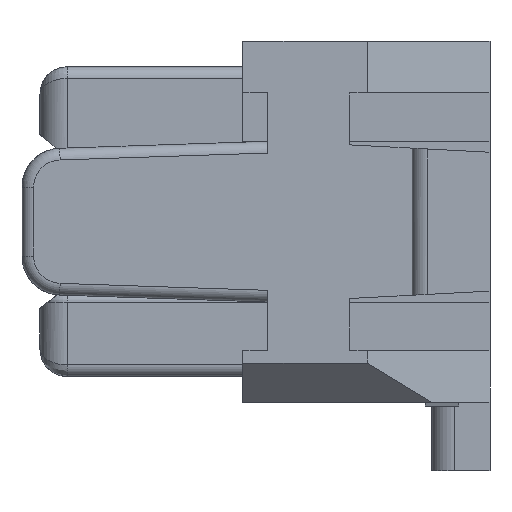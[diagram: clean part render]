
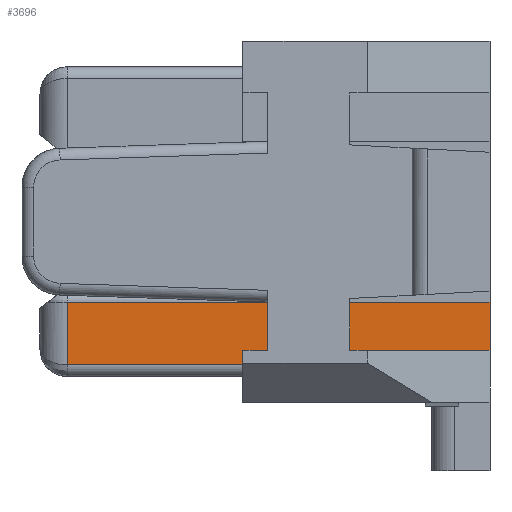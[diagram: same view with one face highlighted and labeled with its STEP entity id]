
A CAD part, front view. The second image highlights one B-rep face of the part: STEP entity #3696.
In plain terms, the highlighted planar face has unit normal (0, -1, 0).
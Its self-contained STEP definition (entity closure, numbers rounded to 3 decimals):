
#573 = CARTESIAN_POINT ( 'NONE',  ( 5.77, -2.15, -1.03 ) ) ;
#697 = CARTESIAN_POINT ( 'NONE',  ( 2.6, -2.15, -1.835 ) ) ;
#768 = LINE ( 'NONE', #10168, #6231 ) ;
#925 = ORIENTED_EDGE ( 'NONE', *, *, #2699, .T. ) ;
#936 = CARTESIAN_POINT ( 'NONE',  ( 2.6, -2.15, -1.65 ) ) ;
#1140 = VERTEX_POINT ( 'NONE', #2299 ) ;
#1309 = DIRECTION ( 'NONE',  ( 1., 0., 0. ) ) ;
#1537 = PLANE ( 'NONE',  #6526 ) ;
#1634 = CARTESIAN_POINT ( 'NONE',  ( 0.35, -2.15, -1.835 ) ) ;
#1699 = CARTESIAN_POINT ( 'NONE',  ( 0.35, -2.15, -1.03 ) ) ;
#2068 = CARTESIAN_POINT ( 'NONE',  ( 0.35, -2.15, -1.03 ) ) ;
#2083 = CARTESIAN_POINT ( 'NONE',  ( 2.6, -2.15, -1.03 ) ) ;
#2299 = CARTESIAN_POINT ( 'NONE',  ( 0.35, -2.15, -1.835 ) ) ;
#2656 = VERTEX_POINT ( 'NONE', #7293 ) ;
#2699 = EDGE_CURVE ( 'NONE', #1140, #3525, #11543, .T. ) ;
#2848 = EDGE_CURVE ( 'NONE', #2656, #1140, #12184, .T. ) ;
#3525 = VERTEX_POINT ( 'NONE', #697 ) ;
#3696 = ADVANCED_FACE ( 'NONE', ( #12968 ), #1537, .F. ) ;
#4663 = DIRECTION ( 'NONE',  ( 1., 0., 0. ) ) ;
#4965 = ORIENTED_EDGE ( 'NONE', *, *, #2848, .T. ) ;
#5827 = VERTEX_POINT ( 'NONE', #573 ) ;
#6231 = VECTOR ( 'NONE', #11507, 1000. ) ;
#6255 = ORIENTED_EDGE ( 'NONE', *, *, #10582, .T. ) ;
#6285 = ORIENTED_EDGE ( 'NONE', *, *, #9632, .F. ) ;
#6331 = CARTESIAN_POINT ( 'NONE',  ( 5.77, -2.15, -1.03 ) ) ;
#6526 = AXIS2_PLACEMENT_3D ( 'NONE', #13002, #9370, #1309 ) ;
#6622 = DIRECTION ( 'NONE',  ( 1., 0., 0. ) ) ;
#6640 = LINE ( 'NONE', #6331, #11943 ) ;
#6840 = VECTOR ( 'NONE', #7126, 1000. ) ;
#6871 = VERTEX_POINT ( 'NONE', #2083 ) ;
#7087 = VERTEX_POINT ( 'NONE', #12091 ) ;
#7126 = DIRECTION ( 'NONE',  ( 0., 0., -1. ) ) ;
#7293 = CARTESIAN_POINT ( 'NONE',  ( 0.35, -2.15, -1.03 ) ) ;
#7474 = EDGE_CURVE ( 'NONE', #2656, #6871, #13627, .T. ) ;
#7690 = EDGE_CURVE ( 'NONE', #7087, #8351, #13656, .T. ) ;
#7710 = DIRECTION ( 'NONE',  ( 0., 0., -1. ) ) ;
#8283 = VECTOR ( 'NONE', #14784, 1000. ) ;
#8351 = VERTEX_POINT ( 'NONE', #9298 ) ;
#8586 = CARTESIAN_POINT ( 'NONE',  ( 2.6, -2.15, -1.03 ) ) ;
#9298 = CARTESIAN_POINT ( 'NONE',  ( 5.77, -2.15, -1.65 ) ) ;
#9370 = DIRECTION ( 'NONE',  ( 0., 1., 0. ) ) ;
#9632 = EDGE_CURVE ( 'NONE', #6871, #5827, #15915, .T. ) ;
#10168 = CARTESIAN_POINT ( 'NONE',  ( 2.6, -2.15, -1.835 ) ) ;
#10307 = VECTOR ( 'NONE', #13654, 1000. ) ;
#10402 = ORIENTED_EDGE ( 'NONE', *, *, #14095, .F. ) ;
#10582 = EDGE_CURVE ( 'NONE', #3525, #7087, #768, .T. ) ;
#10986 = ORIENTED_EDGE ( 'NONE', *, *, #7690, .T. ) ;
#11456 = ORIENTED_EDGE ( 'NONE', *, *, #7474, .F. ) ;
#11507 = DIRECTION ( 'NONE',  ( 0., 0., 1. ) ) ;
#11543 = LINE ( 'NONE', #1634, #11829 ) ;
#11829 = VECTOR ( 'NONE', #4663, 1000. ) ;
#11943 = VECTOR ( 'NONE', #7710, 1000. ) ;
#12068 = EDGE_LOOP ( 'NONE', ( #4965, #925, #6255, #10986, #10402, #6285, #11456 ) ) ;
#12091 = CARTESIAN_POINT ( 'NONE',  ( 2.6, -2.15, -1.65 ) ) ;
#12184 = LINE ( 'NONE', #2068, #6840 ) ;
#12968 = FACE_OUTER_BOUND ( 'NONE', #12068, .T. ) ;
#13002 = CARTESIAN_POINT ( 'NONE',  ( 0., -2.15, 0. ) ) ;
#13463 = VECTOR ( 'NONE', #6622, 1000. ) ;
#13627 = LINE ( 'NONE', #1699, #13463 ) ;
#13654 = DIRECTION ( 'NONE',  ( 1., 0., 0. ) ) ;
#13656 = LINE ( 'NONE', #936, #8283 ) ;
#14095 = EDGE_CURVE ( 'NONE', #5827, #8351, #6640, .T. ) ;
#14784 = DIRECTION ( 'NONE',  ( 1., 0., 0. ) ) ;
#15915 = LINE ( 'NONE', #8586, #10307 ) ;
